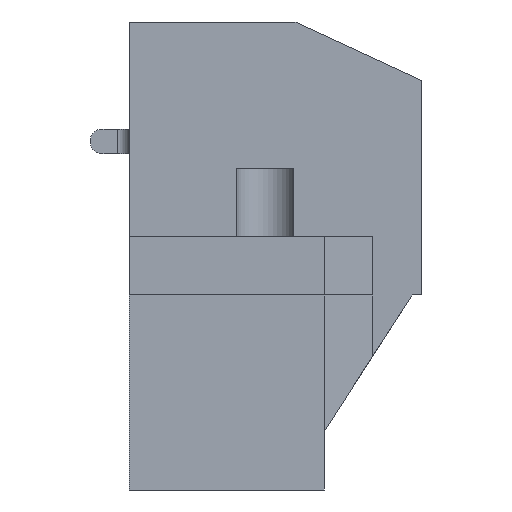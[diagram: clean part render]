
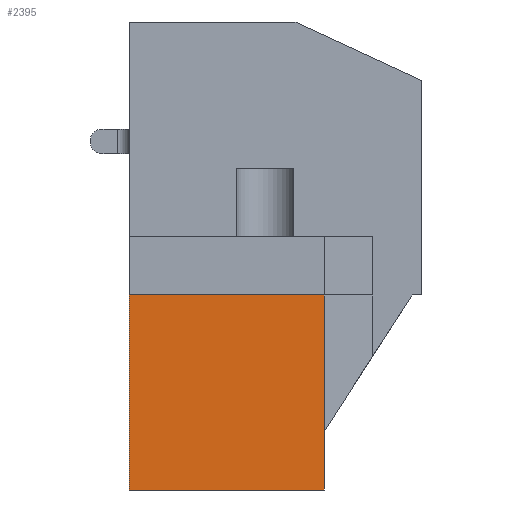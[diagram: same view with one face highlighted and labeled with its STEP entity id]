
A CAD part, front view. The second image highlights one B-rep face of the part: STEP entity #2395.
In plain terms, the highlighted planar face has unit normal (0, -1, 0).
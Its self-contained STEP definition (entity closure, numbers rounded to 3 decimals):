
#474 = PLANE('',#475);
#475 = AXIS2_PLACEMENT_3D('',#476,#477,#478);
#476 = CARTESIAN_POINT('',(254.75,-62.4,-96.));
#477 = DIRECTION('',(1.,0.,0.));
#478 = DIRECTION('',(0.,1.,0.));
#887 = PLANE('',#888);
#888 = AXIS2_PLACEMENT_3D('',#889,#890,#891);
#889 = CARTESIAN_POINT('',(234.75,-62.4,-96.));
#890 = DIRECTION('',(0.,1.,0.));
#891 = DIRECTION('',(1.,0.,0.));
#1132 = PLANE('',#1133);
#1133 = AXIS2_PLACEMENT_3D('',#1134,#1135,#1136);
#1134 = CARTESIAN_POINT('',(234.75,-50.,-96.));
#1135 = DIRECTION('',(-1.,-0.,-0.));
#1136 = DIRECTION('',(0.,-1.,0.));
#1231 = VERTEX_POINT('',#1232);
#1232 = CARTESIAN_POINT('',(254.75,-62.4,-96.));
#1253 = EDGE_CURVE('',#1231,#1254,#1256,.T.);
#1254 = VERTEX_POINT('',#1255);
#1255 = CARTESIAN_POINT('',(254.75,-62.4,-116.));
#1256 = SURFACE_CURVE('',#1257,(#1261,#1268),.PCURVE_S1.);
#1257 = LINE('',#1258,#1259);
#1258 = CARTESIAN_POINT('',(254.75,-62.4,-96.));
#1259 = VECTOR('',#1260,1.);
#1260 = DIRECTION('',(0.,0.,-1.));
#1261 = PCURVE('',#474,#1262);
#1262 = DEFINITIONAL_REPRESENTATION('',(#1263),#1267);
#1263 = LINE('',#1264,#1265);
#1264 = CARTESIAN_POINT('',(0.,0.));
#1265 = VECTOR('',#1266,1.);
#1266 = DIRECTION('',(0.,-1.));
#1267 = ( GEOMETRIC_REPRESENTATION_CONTEXT(2) 
PARAMETRIC_REPRESENTATION_CONTEXT() REPRESENTATION_CONTEXT('2D SPACE',''
  ) );
#1268 = PCURVE('',#1269,#1274);
#1269 = PLANE('',#1270);
#1270 = AXIS2_PLACEMENT_3D('',#1271,#1272,#1273);
#1271 = CARTESIAN_POINT('',(234.75,-62.4,-96.));
#1272 = DIRECTION('',(0.,-1.,0.));
#1273 = DIRECTION('',(1.,0.,0.));
#1274 = DEFINITIONAL_REPRESENTATION('',(#1275),#1279);
#1275 = LINE('',#1276,#1277);
#1276 = CARTESIAN_POINT('',(20.,0.));
#1277 = VECTOR('',#1278,1.);
#1278 = DIRECTION('',(0.,-1.));
#1279 = ( GEOMETRIC_REPRESENTATION_CONTEXT(2) 
PARAMETRIC_REPRESENTATION_CONTEXT() REPRESENTATION_CONTEXT('2D SPACE',''
  ) );
#1297 = PLANE('',#1298);
#1298 = AXIS2_PLACEMENT_3D('',#1299,#1300,#1301);
#1299 = CARTESIAN_POINT('',(244.75,-56.2,-116.));
#1300 = DIRECTION('',(0.,0.,1.));
#1301 = DIRECTION('',(1.,0.,0.));
#1613 = VERTEX_POINT('',#1614);
#1614 = CARTESIAN_POINT('',(234.75,-62.4,-96.));
#1637 = EDGE_CURVE('',#1613,#1231,#1638,.T.);
#1638 = SURFACE_CURVE('',#1639,(#1643,#1650),.PCURVE_S1.);
#1639 = LINE('',#1640,#1641);
#1640 = CARTESIAN_POINT('',(234.75,-62.4,-96.));
#1641 = VECTOR('',#1642,1.);
#1642 = DIRECTION('',(1.,0.,0.));
#1643 = PCURVE('',#887,#1644);
#1644 = DEFINITIONAL_REPRESENTATION('',(#1645),#1649);
#1645 = LINE('',#1646,#1647);
#1646 = CARTESIAN_POINT('',(0.,0.));
#1647 = VECTOR('',#1648,1.);
#1648 = DIRECTION('',(1.,0.));
#1649 = ( GEOMETRIC_REPRESENTATION_CONTEXT(2) 
PARAMETRIC_REPRESENTATION_CONTEXT() REPRESENTATION_CONTEXT('2D SPACE',''
  ) );
#1650 = PCURVE('',#1269,#1651);
#1651 = DEFINITIONAL_REPRESENTATION('',(#1652),#1656);
#1652 = LINE('',#1653,#1654);
#1653 = CARTESIAN_POINT('',(0.,0.));
#1654 = VECTOR('',#1655,1.);
#1655 = DIRECTION('',(1.,0.));
#1656 = ( GEOMETRIC_REPRESENTATION_CONTEXT(2) 
PARAMETRIC_REPRESENTATION_CONTEXT() REPRESENTATION_CONTEXT('2D SPACE',''
  ) );
#2351 = VERTEX_POINT('',#2352);
#2352 = CARTESIAN_POINT('',(234.75,-62.4,-116.));
#2373 = EDGE_CURVE('',#1613,#2351,#2374,.T.);
#2374 = SURFACE_CURVE('',#2375,(#2379,#2386),.PCURVE_S1.);
#2375 = LINE('',#2376,#2377);
#2376 = CARTESIAN_POINT('',(234.75,-62.4,-96.));
#2377 = VECTOR('',#2378,1.);
#2378 = DIRECTION('',(0.,0.,-1.));
#2379 = PCURVE('',#1132,#2380);
#2380 = DEFINITIONAL_REPRESENTATION('',(#2381),#2385);
#2381 = LINE('',#2382,#2383);
#2382 = CARTESIAN_POINT('',(12.4,0.));
#2383 = VECTOR('',#2384,1.);
#2384 = DIRECTION('',(0.,-1.));
#2385 = ( GEOMETRIC_REPRESENTATION_CONTEXT(2) 
PARAMETRIC_REPRESENTATION_CONTEXT() REPRESENTATION_CONTEXT('2D SPACE',''
  ) );
#2386 = PCURVE('',#1269,#2387);
#2387 = DEFINITIONAL_REPRESENTATION('',(#2388),#2392);
#2388 = LINE('',#2389,#2390);
#2389 = CARTESIAN_POINT('',(0.,0.));
#2390 = VECTOR('',#2391,1.);
#2391 = DIRECTION('',(0.,-1.));
#2392 = ( GEOMETRIC_REPRESENTATION_CONTEXT(2) 
PARAMETRIC_REPRESENTATION_CONTEXT() REPRESENTATION_CONTEXT('2D SPACE',''
  ) );
#2395 = ADVANCED_FACE('',(#2396),#1269,.T.);
#2396 = FACE_BOUND('',#2397,.T.);
#2397 = EDGE_LOOP('',(#2398,#2399,#2420,#2421));
#2398 = ORIENTED_EDGE('',*,*,#2373,.T.);
#2399 = ORIENTED_EDGE('',*,*,#2400,.T.);
#2400 = EDGE_CURVE('',#2351,#1254,#2401,.T.);
#2401 = SURFACE_CURVE('',#2402,(#2406,#2413),.PCURVE_S1.);
#2402 = LINE('',#2403,#2404);
#2403 = CARTESIAN_POINT('',(234.75,-62.4,-116.));
#2404 = VECTOR('',#2405,1.);
#2405 = DIRECTION('',(1.,0.,0.));
#2406 = PCURVE('',#1269,#2407);
#2407 = DEFINITIONAL_REPRESENTATION('',(#2408),#2412);
#2408 = LINE('',#2409,#2410);
#2409 = CARTESIAN_POINT('',(0.,-20.));
#2410 = VECTOR('',#2411,1.);
#2411 = DIRECTION('',(1.,0.));
#2412 = ( GEOMETRIC_REPRESENTATION_CONTEXT(2) 
PARAMETRIC_REPRESENTATION_CONTEXT() REPRESENTATION_CONTEXT('2D SPACE',''
  ) );
#2413 = PCURVE('',#1297,#2414);
#2414 = DEFINITIONAL_REPRESENTATION('',(#2415),#2419);
#2415 = LINE('',#2416,#2417);
#2416 = CARTESIAN_POINT('',(-10.,-6.2));
#2417 = VECTOR('',#2418,1.);
#2418 = DIRECTION('',(1.,0.));
#2419 = ( GEOMETRIC_REPRESENTATION_CONTEXT(2) 
PARAMETRIC_REPRESENTATION_CONTEXT() REPRESENTATION_CONTEXT('2D SPACE',''
  ) );
#2420 = ORIENTED_EDGE('',*,*,#1253,.F.);
#2421 = ORIENTED_EDGE('',*,*,#1637,.F.);
